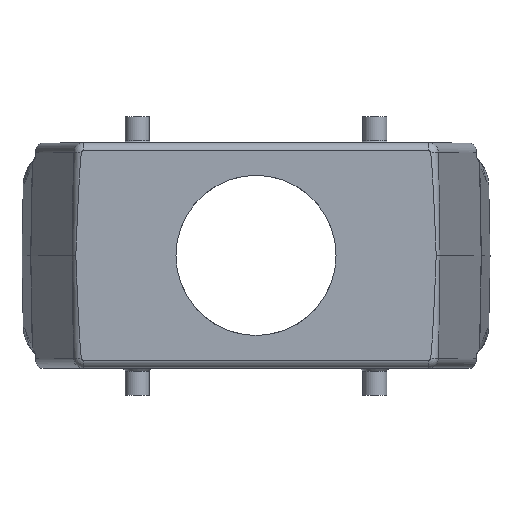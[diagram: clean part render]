
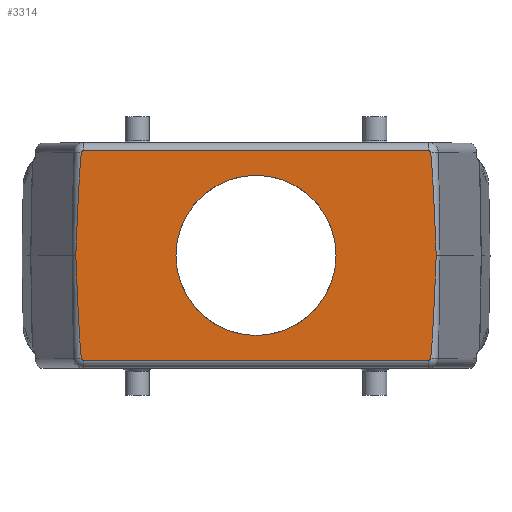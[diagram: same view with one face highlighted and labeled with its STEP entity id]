
A CAD part, top view. The second image highlights one B-rep face of the part: STEP entity #3314.
In plain terms, the highlighted planar face has unit normal (0, 0, 1).
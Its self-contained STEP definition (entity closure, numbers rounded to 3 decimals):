
#1397=ELLIPSE('',#8421,114.609,2.);
#1399=ELLIPSE('',#8424,114.609,2.);
#1401=ELLIPSE('',#8427,114.609,2.);
#1404=ELLIPSE('',#8436,114.609,2.);
#2040=LINE('',#13907,#2669);
#2041=LINE('',#13965,#2670);
#2669=VECTOR('',#9848,1.);
#2670=VECTOR('',#9915,1.);
#2747=FACE_BOUND('',#4306,.T.);
#2748=FACE_BOUND('',#4307,.T.);
#3314=ADVANCED_FACE('',(#2747,#2748),#3591,.F.);
#3591=PLANE('',#8463);
#4306=EDGE_LOOP('',(#6134));
#4307=EDGE_LOOP('',(#6135,#6136,#6137,#6138,#6139,#6140,#6141,#6142,#6143,
#6144));
#6134=ORIENTED_EDGE('',*,*,#7712,.T.);
#6135=ORIENTED_EDGE('',*,*,#7644,.T.);
#6136=ORIENTED_EDGE('',*,*,#7649,.T.);
#6137=ORIENTED_EDGE('',*,*,#7653,.T.);
#6138=ORIENTED_EDGE('',*,*,#7663,.T.);
#6139=ORIENTED_EDGE('',*,*,#7667,.T.);
#6140=ORIENTED_EDGE('',*,*,#7669,.T.);
#6141=ORIENTED_EDGE('',*,*,#7665,.T.);
#6142=ORIENTED_EDGE('',*,*,#7655,.T.);
#6143=ORIENTED_EDGE('',*,*,#7651,.T.);
#6144=ORIENTED_EDGE('',*,*,#7647,.T.);
#6762=VERTEX_POINT('',#13908);
#6763=VERTEX_POINT('',#13909);
#6764=VERTEX_POINT('',#13914);
#6765=VERTEX_POINT('',#13918);
#6766=VERTEX_POINT('',#13922);
#6767=VERTEX_POINT('',#13926);
#6768=VERTEX_POINT('',#13930);
#6771=VERTEX_POINT('',#13954);
#6772=VERTEX_POINT('',#13958);
#6773=VERTEX_POINT('',#13962);
#6792=VERTEX_POINT('',#18886);
#7644=EDGE_CURVE('',#6762,#6763,#2040,.T.);
#7647=EDGE_CURVE('',#6764,#6762,#7792,.T.);
#7649=EDGE_CURVE('',#6763,#6765,#7794,.T.);
#7651=EDGE_CURVE('',#6766,#6764,#1397,.T.);
#7653=EDGE_CURVE('',#6765,#6767,#1399,.T.);
#7655=EDGE_CURVE('',#6768,#6766,#1401,.T.);
#7663=EDGE_CURVE('',#6767,#6771,#1404,.T.);
#7665=EDGE_CURVE('',#6772,#6768,#7800,.T.);
#7667=EDGE_CURVE('',#6771,#6773,#7802,.T.);
#7669=EDGE_CURVE('',#6773,#6772,#2041,.T.);
#7712=EDGE_CURVE('',#6792,#6792,#7808,.T.);
#7792=CIRCLE('',#8415,0.407);
#7794=CIRCLE('',#8418,0.407);
#7800=CIRCLE('',#8439,0.407);
#7802=CIRCLE('',#8442,0.407);
#7808=CIRCLE('',#8462,16.);
#8415=AXIS2_PLACEMENT_3D('',#13913,#9855,#9856);
#8418=AXIS2_PLACEMENT_3D('',#13917,#9861,#9862);
#8421=AXIS2_PLACEMENT_3D('',#13921,#9867,#9868);
#8424=AXIS2_PLACEMENT_3D('',#13925,#9873,#9874);
#8427=AXIS2_PLACEMENT_3D('',#13929,#9879,#9880);
#8436=AXIS2_PLACEMENT_3D('',#13953,#9897,#9898);
#8439=AXIS2_PLACEMENT_3D('',#13957,#9903,#9904);
#8442=AXIS2_PLACEMENT_3D('',#13961,#9909,#9910);
#8462=AXIS2_PLACEMENT_3D('',#18885,#9954,#9955);
#8463=AXIS2_PLACEMENT_3D('',#18887,#9956,#9957);
#9848=DIRECTION('',(1.,0.,0.));
#9855=DIRECTION('',(0.,0.,1.));
#9856=DIRECTION('',(-1.,0.,0.));
#9861=DIRECTION('',(0.,0.,1.));
#9862=DIRECTION('',(-1.,0.,0.));
#9867=DIRECTION('',(0.,0.,1.));
#9868=DIRECTION('',(0.014,-1.,0.));
#9873=DIRECTION('',(0.,0.,1.));
#9874=DIRECTION('',(-0.014,-1.,0.));
#9879=DIRECTION('',(0.,0.,1.));
#9880=DIRECTION('',(-0.014,-1.,0.));
#9897=DIRECTION('',(0.,0.,1.));
#9898=DIRECTION('',(0.014,-1.,0.));
#9903=DIRECTION('',(0.,0.,1.));
#9904=DIRECTION('',(-1.,0.,0.));
#9909=DIRECTION('',(0.,0.,1.));
#9910=DIRECTION('',(-1.,0.,0.));
#9915=DIRECTION('',(-1.,0.,0.));
#9954=DIRECTION('',(0.,0.,-1.));
#9955=DIRECTION('',(-1.,0.,0.));
#9956=DIRECTION('',(0.,0.,-1.));
#9957=DIRECTION('',(-1.,0.,0.));
#13907=CARTESIAN_POINT('',(-36.447,-20.907,66.45));
#13908=CARTESIAN_POINT('',(-34.503,-20.907,66.45));
#13909=CARTESIAN_POINT('',(34.503,-20.907,66.45));
#13913=CARTESIAN_POINT('',(-34.503,-20.5,66.45));
#13914=CARTESIAN_POINT('',(-34.908,-20.54,66.45));
#13917=CARTESIAN_POINT('',(34.503,-20.5,66.45));
#13918=CARTESIAN_POINT('',(34.908,-20.54,66.45));
#13921=CARTESIAN_POINT('',(-36.118,91.681,66.45));
#13922=CARTESIAN_POINT('',(-35.999,0.,66.45));
#13925=CARTESIAN_POINT('',(36.118,91.681,66.45));
#13926=CARTESIAN_POINT('',(35.999,0.,66.45));
#13929=CARTESIAN_POINT('',(-36.118,-91.681,66.45));
#13930=CARTESIAN_POINT('',(-34.908,20.54,66.45));
#13953=CARTESIAN_POINT('',(36.118,-91.681,66.45));
#13954=CARTESIAN_POINT('',(34.908,20.54,66.45));
#13957=CARTESIAN_POINT('',(-34.503,20.5,66.45));
#13958=CARTESIAN_POINT('',(-34.503,20.907,66.45));
#13961=CARTESIAN_POINT('',(34.503,20.5,66.45));
#13962=CARTESIAN_POINT('',(34.503,20.907,66.45));
#13965=CARTESIAN_POINT('',(-40.037,20.907,66.45));
#18885=CARTESIAN_POINT('',(0.,0.,66.45));
#18886=CARTESIAN_POINT('',(-16.,0.,66.45));
#18887=CARTESIAN_POINT('',(50.,22.5,66.45));
